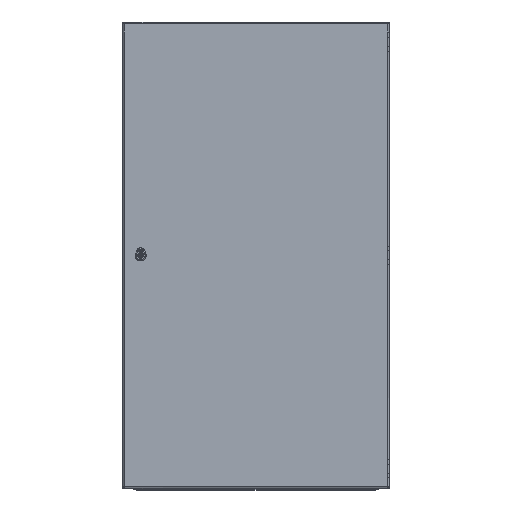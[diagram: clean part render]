
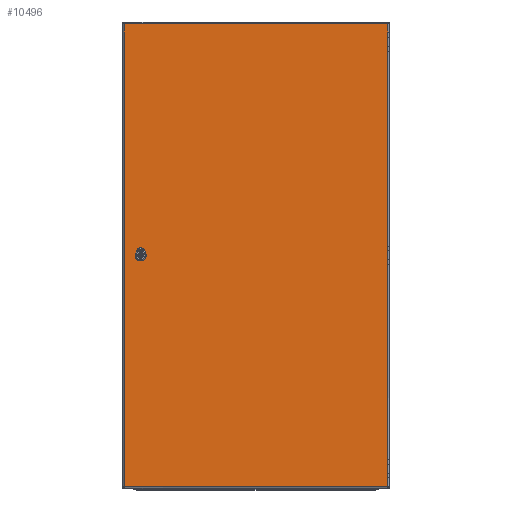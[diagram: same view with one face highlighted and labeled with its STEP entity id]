
A CAD part, top view. The second image highlights one B-rep face of the part: STEP entity #10496.
In plain terms, the highlighted face is planar.
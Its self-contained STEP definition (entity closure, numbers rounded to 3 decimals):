
#4587=FACE_BOUND('',#13458,.T.);
#4588=FACE_BOUND('',#13459,.T.);
#5607=PLANE('',#30088);
#7364=LINE('',#60650,#9039);
#7365=LINE('',#60655,#9040);
#7366=LINE('',#60659,#9041);
#7367=LINE('',#60663,#9042);
#7368=LINE('',#60666,#9043);
#7369=LINE('',#60669,#9044);
#7370=LINE('',#60671,#9045);
#7371=LINE('',#60673,#9046);
#9039=VECTOR('',#35868,1.);
#9040=VECTOR('',#35871,1.);
#9041=VECTOR('',#35874,1.);
#9042=VECTOR('',#35877,1.);
#9043=VECTOR('',#35880,1.);
#9044=VECTOR('',#35881,1.);
#9045=VECTOR('',#35882,1.);
#9046=VECTOR('',#35883,1.);
#10496=ADVANCED_FACE('',(#4587,#4588),#5607,.F.);
#13458=EDGE_LOOP('',(#19324,#19325,#19326,#19327,#19328,#19329,#19330,#19331));
#13459=EDGE_LOOP('',(#19332,#19333,#19334,#19335));
#19324=ORIENTED_EDGE('',*,*,#26055,.T.);
#19325=ORIENTED_EDGE('',*,*,#26056,.T.);
#19326=ORIENTED_EDGE('',*,*,#26057,.T.);
#19327=ORIENTED_EDGE('',*,*,#26058,.T.);
#19328=ORIENTED_EDGE('',*,*,#26059,.T.);
#19329=ORIENTED_EDGE('',*,*,#26060,.T.);
#19330=ORIENTED_EDGE('',*,*,#26061,.T.);
#19331=ORIENTED_EDGE('',*,*,#26062,.T.);
#19332=ORIENTED_EDGE('',*,*,#26063,.T.);
#19333=ORIENTED_EDGE('',*,*,#26064,.T.);
#19334=ORIENTED_EDGE('',*,*,#26065,.T.);
#19335=ORIENTED_EDGE('',*,*,#26066,.T.);
#22873=VERTEX_POINT('',#60651);
#22874=VERTEX_POINT('',#60652);
#22875=VERTEX_POINT('',#60654);
#22876=VERTEX_POINT('',#60656);
#22877=VERTEX_POINT('',#60658);
#22878=VERTEX_POINT('',#60660);
#22879=VERTEX_POINT('',#60662);
#22880=VERTEX_POINT('',#60664);
#22881=VERTEX_POINT('',#60667);
#22882=VERTEX_POINT('',#60668);
#22883=VERTEX_POINT('',#60670);
#22884=VERTEX_POINT('',#60672);
#26055=EDGE_CURVE('',#22873,#22874,#7364,.T.);
#26056=EDGE_CURVE('',#22874,#22875,#27873,.T.);
#26057=EDGE_CURVE('',#22875,#22876,#7365,.T.);
#26058=EDGE_CURVE('',#22876,#22877,#27874,.T.);
#26059=EDGE_CURVE('',#22877,#22878,#7366,.T.);
#26060=EDGE_CURVE('',#22878,#22879,#27875,.T.);
#26061=EDGE_CURVE('',#22879,#22880,#7367,.T.);
#26062=EDGE_CURVE('',#22880,#22873,#27876,.T.);
#26063=EDGE_CURVE('',#22881,#22882,#7368,.T.);
#26064=EDGE_CURVE('',#22882,#22883,#7369,.T.);
#26065=EDGE_CURVE('',#22883,#22884,#7370,.T.);
#26066=EDGE_CURVE('',#22884,#22881,#7371,.T.);
#27873=CIRCLE('',#30084,11.25);
#27874=CIRCLE('',#30085,11.25);
#27875=CIRCLE('',#30086,11.25);
#27876=CIRCLE('',#30087,11.25);
#30084=AXIS2_PLACEMENT_3D('',#60653,#35869,#35870);
#30085=AXIS2_PLACEMENT_3D('',#60657,#35872,#35873);
#30086=AXIS2_PLACEMENT_3D('',#60661,#35875,#35876);
#30087=AXIS2_PLACEMENT_3D('',#60665,#35878,#35879);
#30088=AXIS2_PLACEMENT_3D('',#60674,#35884,#35885);
#35868=DIRECTION('',(-1.,0.,0.));
#35869=DIRECTION('',(0.,0.,1.));
#35870=DIRECTION('',(1.,0.,0.));
#35871=DIRECTION('',(0.,-1.,0.));
#35872=DIRECTION('',(0.,0.,1.));
#35873=DIRECTION('',(1.,0.,0.));
#35874=DIRECTION('',(1.,0.,0.));
#35875=DIRECTION('',(0.,0.,1.));
#35876=DIRECTION('',(1.,0.,0.));
#35877=DIRECTION('',(0.,1.,0.));
#35878=DIRECTION('',(0.,0.,1.));
#35879=DIRECTION('',(1.,0.,0.));
#35880=DIRECTION('',(0.,1.,0.));
#35881=DIRECTION('',(1.,0.,0.));
#35882=DIRECTION('',(0.,-1.,0.));
#35883=DIRECTION('',(-1.,0.,0.));
#35884=DIRECTION('',(0.,0.,1.));
#35885=DIRECTION('',(-1.,0.,0.));
#60650=CARTESIAN_POINT('',(-395.75,10.2,0.));
#60651=CARTESIAN_POINT('',(350.496,10.2,0.));
#60652=CARTESIAN_POINT('',(341.004,10.2,0.));
#60653=CARTESIAN_POINT('',(345.75,0.,0.));
#60654=CARTESIAN_POINT('',(335.55,4.746,0.));
#60655=CARTESIAN_POINT('',(335.55,-695.,0.));
#60656=CARTESIAN_POINT('',(335.55,-4.746,0.));
#60657=CARTESIAN_POINT('',(345.75,0.,0.));
#60658=CARTESIAN_POINT('',(341.004,-10.2,0.));
#60659=CARTESIAN_POINT('',(-395.75,-10.2,0.));
#60660=CARTESIAN_POINT('',(350.496,-10.2,0.));
#60661=CARTESIAN_POINT('',(345.75,0.,0.));
#60662=CARTESIAN_POINT('',(355.95,-4.746,0.));
#60663=CARTESIAN_POINT('',(355.95,-695.,0.));
#60664=CARTESIAN_POINT('',(355.95,4.746,0.));
#60665=CARTESIAN_POINT('',(345.75,0.,0.));
#60666=CARTESIAN_POINT('',(-394.75,-695.,0.));
#60667=CARTESIAN_POINT('',(-394.75,-694.,0.));
#60668=CARTESIAN_POINT('',(-394.75,694.,0.));
#60669=CARTESIAN_POINT('',(-395.75,694.,0.));
#60670=CARTESIAN_POINT('',(394.75,694.,0.));
#60671=CARTESIAN_POINT('',(394.75,-695.,0.));
#60672=CARTESIAN_POINT('',(394.75,-694.,0.));
#60673=CARTESIAN_POINT('',(-395.75,-694.,0.));
#60674=CARTESIAN_POINT('',(-395.75,-695.,0.));
